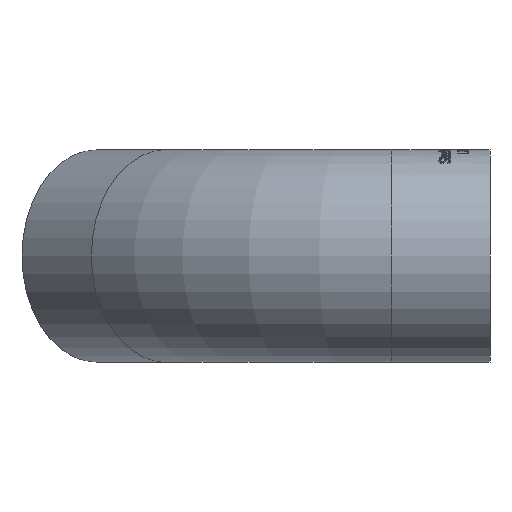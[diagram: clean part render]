
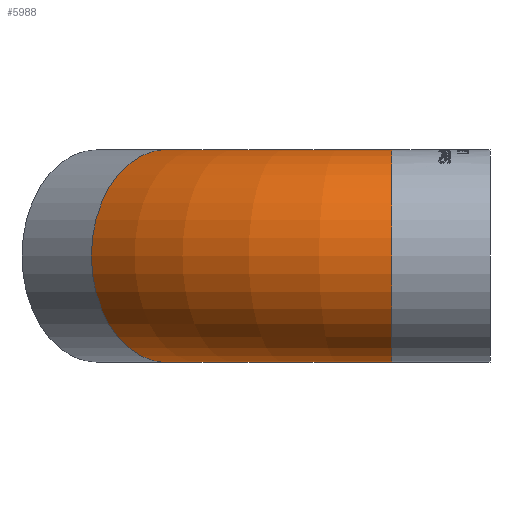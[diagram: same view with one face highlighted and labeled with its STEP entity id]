
A CAD part, left-side view. The second image highlights one B-rep face of the part: STEP entity #5988.
In plain terms, the highlighted toroidal (fillet/blend) face has major radius 57.15 mm and minor radius 19.05 mm.
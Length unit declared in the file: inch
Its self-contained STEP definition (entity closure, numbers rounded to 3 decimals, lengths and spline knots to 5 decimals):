
#14=TOROIDAL_SURFACE('',#6318,2.25,0.75);
#76=FACE_BOUND('',#1069,.T.);
#700=FACE_OUTER_BOUND('',#1068,.T.);
#1068=EDGE_LOOP('',(#5599));
#1069=EDGE_LOOP('',(#5600));
#1196=CIRCLE('',#6296,0.75);
#1203=CIRCLE('',#6315,0.75);
#2932=VERTEX_POINT('',#13340);
#2939=VERTEX_POINT('',#13366);
#3819=EDGE_CURVE('',#2932,#2932,#1196,.T.);
#3826=EDGE_CURVE('',#2939,#2939,#1203,.T.);
#5599=ORIENTED_EDGE('',*,*,#3826,.F.);
#5600=ORIENTED_EDGE('',*,*,#3819,.F.);
#5988=ADVANCED_FACE('',(#700,#76),#14,.T.);
#6296=AXIS2_PLACEMENT_3D('',#13341,#7340,#7341);
#6315=AXIS2_PLACEMENT_3D('',#13367,#7378,#7379);
#6318=AXIS2_PLACEMENT_3D('',#13370,#7384,#7385);
#7340=DIRECTION('center_axis',(0.,-1.,0.));
#7341=DIRECTION('ref_axis',(1.,0.,0.));
#7378=DIRECTION('center_axis',(0.707,0.707,0.));
#7379=DIRECTION('ref_axis',(0.707,-0.707,0.));
#7384=DIRECTION('center_axis',(0.,0.,-1.));
#7385=DIRECTION('ref_axis',(-1.,0.,0.));
#13340=CARTESIAN_POINT('',(0.,0.,-0.75));
#13341=CARTESIAN_POINT('Origin',(0.,0.,0.));
#13366=CARTESIAN_POINT('',(0.65901,1.59099,0.75));
#13367=CARTESIAN_POINT('Origin',(0.65901,1.59099,0.));
#13370=CARTESIAN_POINT('Origin',(2.25,0.,0.));
